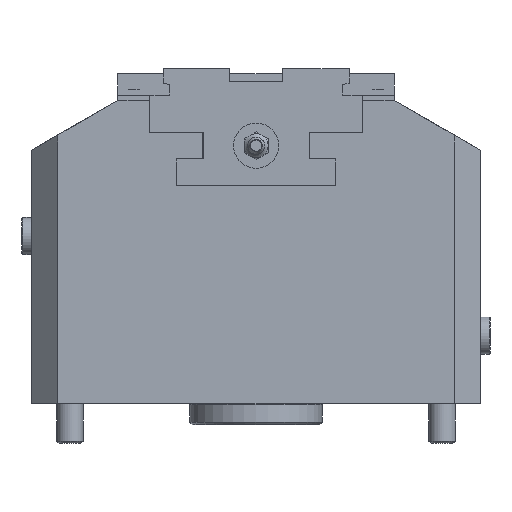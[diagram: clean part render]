
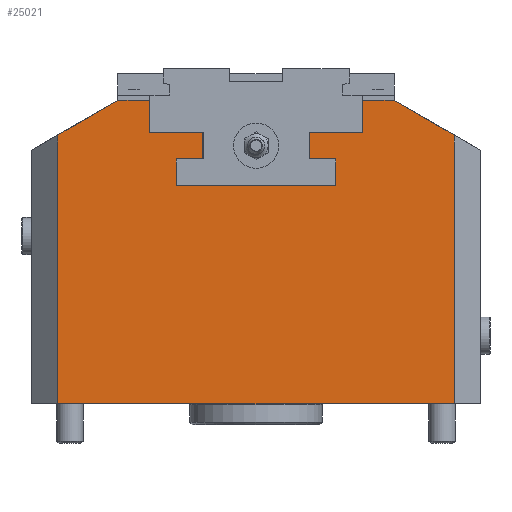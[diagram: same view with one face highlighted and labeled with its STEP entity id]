
A CAD part, front view. The second image highlights one B-rep face of the part: STEP entity #25021.
In plain terms, the highlighted planar face has unit normal (0, -1, 0).
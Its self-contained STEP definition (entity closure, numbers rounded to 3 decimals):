
#2185=FACE_OUTER_BOUND('',#3570,.T.);
#3570=EDGE_LOOP('',(#15697,#15698,#15699,#15700,#15701,#15702,#15703,#15704,
#15705,#15706,#15707,#15708,#15709,#15710,#15711,#15712,#15713,#15714));
#5119=LINE('',#32684,#7384);
#5123=LINE('',#32693,#7388);
#5128=LINE('',#32702,#7393);
#5145=LINE('',#32737,#7410);
#5146=LINE('',#32739,#7411);
#5147=LINE('',#32741,#7412);
#5148=LINE('',#32743,#7413);
#5149=LINE('',#32745,#7414);
#5150=LINE('',#32747,#7415);
#5151=LINE('',#32749,#7416);
#5152=LINE('',#32751,#7417);
#5153=LINE('',#32753,#7418);
#5154=LINE('',#32755,#7419);
#5155=LINE('',#32757,#7420);
#5156=LINE('',#32759,#7421);
#5157=LINE('',#32761,#7422);
#5158=LINE('',#32763,#7423);
#5159=LINE('',#32764,#7424);
#7384=VECTOR('',#27847,10.);
#7388=VECTOR('',#27853,10.);
#7393=VECTOR('',#27860,10.);
#7410=VECTOR('',#27883,10.);
#7411=VECTOR('',#27886,10.);
#7412=VECTOR('',#27887,10.);
#7413=VECTOR('',#27888,10.);
#7414=VECTOR('',#27889,10.);
#7415=VECTOR('',#27890,10.);
#7416=VECTOR('',#27891,10.);
#7417=VECTOR('',#27892,10.);
#7418=VECTOR('',#27893,10.);
#7419=VECTOR('',#27894,10.);
#7420=VECTOR('',#27895,10.);
#7421=VECTOR('',#27896,10.);
#7422=VECTOR('',#27897,10.);
#7423=VECTOR('',#27898,10.);
#7424=VECTOR('',#27899,10.);
#9649=VERTEX_POINT('',#32681);
#9650=VERTEX_POINT('',#32683);
#9653=VERTEX_POINT('',#32690);
#9654=VERTEX_POINT('',#32692);
#9657=VERTEX_POINT('',#32700);
#9672=VERTEX_POINT('',#32735);
#9673=VERTEX_POINT('',#32740);
#9674=VERTEX_POINT('',#32742);
#9675=VERTEX_POINT('',#32744);
#9676=VERTEX_POINT('',#32746);
#9677=VERTEX_POINT('',#32748);
#9678=VERTEX_POINT('',#32750);
#9679=VERTEX_POINT('',#32752);
#9680=VERTEX_POINT('',#32754);
#9681=VERTEX_POINT('',#32756);
#9682=VERTEX_POINT('',#32758);
#9683=VERTEX_POINT('',#32760);
#9684=VERTEX_POINT('',#32762);
#12048=EDGE_CURVE('',#9650,#9649,#5119,.T.);
#12052=EDGE_CURVE('',#9654,#9653,#5123,.T.);
#12057=EDGE_CURVE('',#9653,#9657,#5128,.T.);
#12075=EDGE_CURVE('',#9649,#9672,#5145,.T.);
#12076=EDGE_CURVE('',#9672,#9654,#5146,.T.);
#12077=EDGE_CURVE('',#9657,#9673,#5147,.T.);
#12078=EDGE_CURVE('',#9673,#9674,#5148,.T.);
#12079=EDGE_CURVE('',#9674,#9675,#5149,.T.);
#12080=EDGE_CURVE('',#9676,#9675,#5150,.T.);
#12081=EDGE_CURVE('',#9676,#9677,#5151,.T.);
#12082=EDGE_CURVE('',#9678,#9677,#5152,.T.);
#12083=EDGE_CURVE('',#9678,#9679,#5153,.T.);
#12084=EDGE_CURVE('',#9680,#9679,#5154,.T.);
#12085=EDGE_CURVE('',#9680,#9681,#5155,.T.);
#12086=EDGE_CURVE('',#9682,#9681,#5156,.T.);
#12087=EDGE_CURVE('',#9682,#9683,#5157,.T.);
#12088=EDGE_CURVE('',#9683,#9684,#5158,.T.);
#12089=EDGE_CURVE('',#9684,#9650,#5159,.T.);
#15697=ORIENTED_EDGE('',*,*,#12076,.T.);
#15698=ORIENTED_EDGE('',*,*,#12052,.T.);
#15699=ORIENTED_EDGE('',*,*,#12057,.T.);
#15700=ORIENTED_EDGE('',*,*,#12077,.T.);
#15701=ORIENTED_EDGE('',*,*,#12078,.T.);
#15702=ORIENTED_EDGE('',*,*,#12079,.T.);
#15703=ORIENTED_EDGE('',*,*,#12080,.F.);
#15704=ORIENTED_EDGE('',*,*,#12081,.T.);
#15705=ORIENTED_EDGE('',*,*,#12082,.F.);
#15706=ORIENTED_EDGE('',*,*,#12083,.T.);
#15707=ORIENTED_EDGE('',*,*,#12084,.F.);
#15708=ORIENTED_EDGE('',*,*,#12085,.T.);
#15709=ORIENTED_EDGE('',*,*,#12086,.F.);
#15710=ORIENTED_EDGE('',*,*,#12087,.T.);
#15711=ORIENTED_EDGE('',*,*,#12088,.T.);
#15712=ORIENTED_EDGE('',*,*,#12089,.T.);
#15713=ORIENTED_EDGE('',*,*,#12048,.T.);
#15714=ORIENTED_EDGE('',*,*,#12075,.T.);
#22897=PLANE('',#26562);
#25021=ADVANCED_FACE('',(#2185),#22897,.F.);
#26562=AXIS2_PLACEMENT_3D('',#32738,#27884,#27885);
#27847=DIRECTION('',(1.,0.,0.));
#27853=DIRECTION('',(0.,0.,1.));
#27860=DIRECTION('',(1.,0.,0.));
#27883=DIRECTION('',(0.,0.,-1.));
#27884=DIRECTION('center_axis',(0.,1.,0.));
#27885=DIRECTION('ref_axis',(0.,0.,1.));
#27886=DIRECTION('',(-1.,0.,0.));
#27887=DIRECTION('',(0.,0.,1.));
#27888=DIRECTION('',(-1.,0.,0.));
#27889=DIRECTION('',(0.,0.,1.));
#27890=DIRECTION('',(1.,0.,0.));
#27891=DIRECTION('',(-0.866,0.,-0.5));
#27892=DIRECTION('',(0.,0.,1.));
#27893=DIRECTION('',(1.,0.,0.));
#27894=DIRECTION('',(0.,0.,-1.));
#27895=DIRECTION('',(-0.866,0.,0.5));
#27896=DIRECTION('',(1.,0.,0.));
#27897=DIRECTION('',(0.,0.,-1.));
#27898=DIRECTION('',(-1.,0.,0.));
#27899=DIRECTION('',(0.,0.,-1.));
#32681=CARTESIAN_POINT('',(30.,-125.,29.));
#32683=CARTESIAN_POINT('',(20.,-125.,29.));
#32684=CARTESIAN_POINT('',(68.852,-125.,29.));
#32690=CARTESIAN_POINT('',(-30.,-125.,29.));
#32692=CARTESIAN_POINT('',(-30.,-125.,19.));
#32693=CARTESIAN_POINT('',(-30.,-125.,40.));
#32700=CARTESIAN_POINT('',(-20.,-125.,29.));
#32702=CARTESIAN_POINT('',(43.852,-125.,29.));
#32735=CARTESIAN_POINT('',(30.,-125.,19.));
#32737=CARTESIAN_POINT('',(30.,-125.,35.));
#32738=CARTESIAN_POINT('Origin',(107.703,-125.,51.));
#32739=CARTESIAN_POINT('',(38.852,-125.,19.));
#32740=CARTESIAN_POINT('',(-20.,-125.,39.));
#32741=CARTESIAN_POINT('',(-20.,-125.,45.));
#32742=CARTESIAN_POINT('',(-40.,-125.,39.));
#32743=CARTESIAN_POINT('',(33.852,-125.,39.));
#32744=CARTESIAN_POINT('',(-40.,-125.,51.));
#32745=CARTESIAN_POINT('',(-40.,-125.,51.));
#32746=CARTESIAN_POINT('',(-52.,-125.,51.));
#32747=CARTESIAN_POINT('',(53.852,-125.,51.));
#32748=CARTESIAN_POINT('',(-74.5,-125.,38.01));
#32749=CARTESIAN_POINT('',(-8.361,-125.,76.195));
#32750=CARTESIAN_POINT('',(-74.5,-125.,-63.));
#32751=CARTESIAN_POINT('',(-74.5,-125.,-25.5));
#32752=CARTESIAN_POINT('',(74.5,-125.,-63.));
#32753=CARTESIAN_POINT('',(52.776,-125.,-63.));
#32754=CARTESIAN_POINT('',(74.5,-125.,38.01));
#32755=CARTESIAN_POINT('',(74.5,-125.,-25.5));
#32756=CARTESIAN_POINT('',(52.,-125.,51.));
#32757=CARTESIAN_POINT('',(72.889,-125.,38.94));
#32758=CARTESIAN_POINT('',(40.,-125.,51.));
#32759=CARTESIAN_POINT('',(53.852,-125.,51.));
#32760=CARTESIAN_POINT('',(40.,-125.,39.));
#32761=CARTESIAN_POINT('',(40.,-125.,45.));
#32762=CARTESIAN_POINT('',(20.,-125.,39.));
#32763=CARTESIAN_POINT('',(63.852,-125.,39.));
#32764=CARTESIAN_POINT('',(20.,-125.,40.));
